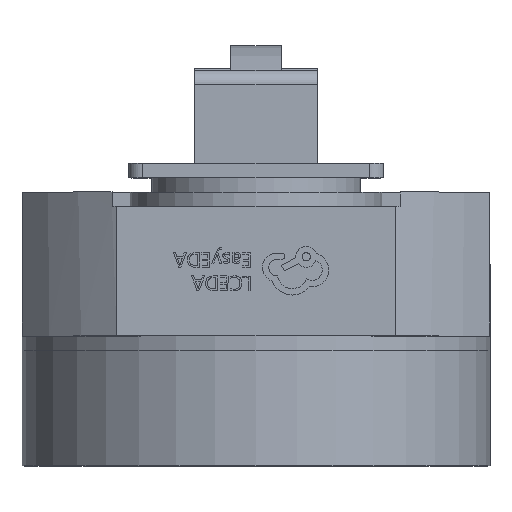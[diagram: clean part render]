
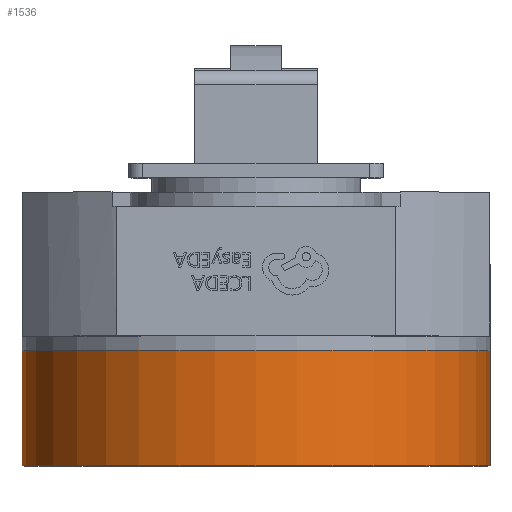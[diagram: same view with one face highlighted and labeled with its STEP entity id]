
A CAD part, top view. The second image highlights one B-rep face of the part: STEP entity #1536.
In plain terms, the highlighted cylindrical face has radius 3.25 mm (diameter 6.5 mm), a partial arc.
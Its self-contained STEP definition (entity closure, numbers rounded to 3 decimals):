
#553 = DIRECTION ( 'NONE',  ( 0., -1., 0. ) ) ;
#1004 = CYLINDRICAL_SURFACE ( 'NONE', #12868, 3.25 ) ;
#1234 = DIRECTION ( 'NONE',  ( 1., 0., 0. ) ) ;
#1536 = ADVANCED_FACE ( 'NONE', ( #7302 ), #1004, .T. ) ;
#1651 = CARTESIAN_POINT ( 'NONE',  ( -3.25, -2.925, 0.25 ) ) ;
#2358 = EDGE_CURVE ( 'NONE', #13784, #4321, #13024, .T. ) ;
#2526 = CARTESIAN_POINT ( 'NONE',  ( -3.25, -15.917, 0.25 ) ) ;
#4321 = VERTEX_POINT ( 'NONE', #12413 ) ;
#5185 = DIRECTION ( 'NONE',  ( 0., -1., 0. ) ) ;
#5328 = EDGE_CURVE ( 'NONE', #13784, #12707, #7518, .T. ) ;
#5844 = ORIENTED_EDGE ( 'NONE', *, *, #2358, .T. ) ;
#6088 = CARTESIAN_POINT ( 'NONE',  ( 0., -15.917, 0.25 ) ) ;
#6881 = EDGE_LOOP ( 'NONE', ( #7150, #5844, #11090, #16696 ) ) ;
#7150 = ORIENTED_EDGE ( 'NONE', *, *, #5328, .F. ) ;
#7302 = FACE_OUTER_BOUND ( 'NONE', #6881, .T. ) ;
#7518 = CIRCLE ( 'NONE', #10491, 3.25 ) ;
#7684 = AXIS2_PLACEMENT_3D ( 'NONE', #8377, #553, #8547 ) ;
#7770 = DIRECTION ( 'NONE',  ( 0., 1., 0. ) ) ;
#8377 = CARTESIAN_POINT ( 'NONE',  ( 0., -1.325, 0.25 ) ) ;
#8544 = CIRCLE ( 'NONE', #7684, 3.25 ) ;
#8547 = DIRECTION ( 'NONE',  ( 1., 0., 0. ) ) ;
#9031 = CARTESIAN_POINT ( 'NONE',  ( 0., -2.925, 0.25 ) ) ;
#9700 = VECTOR ( 'NONE', #11502, 1000. ) ;
#10260 = EDGE_CURVE ( 'NONE', #4321, #10578, #8544, .T. ) ;
#10387 = LINE ( 'NONE', #2526, #14653 ) ;
#10491 = AXIS2_PLACEMENT_3D ( 'NONE', #9031, #5185, #1234 ) ;
#10578 = VERTEX_POINT ( 'NONE', #16658 ) ;
#11090 = ORIENTED_EDGE ( 'NONE', *, *, #10260, .T. ) ;
#11158 = EDGE_CURVE ( 'NONE', #12707, #10578, #10387, .T. ) ;
#11502 = DIRECTION ( 'NONE',  ( 0., 1., 0. ) ) ;
#12413 = CARTESIAN_POINT ( 'NONE',  ( 3.25, -1.325, 0.25 ) ) ;
#12707 = VERTEX_POINT ( 'NONE', #1651 ) ;
#12868 = AXIS2_PLACEMENT_3D ( 'NONE', #6088, #16549, #15260 ) ;
#12872 = CARTESIAN_POINT ( 'NONE',  ( 3.25, -2.925, 0.25 ) ) ;
#13024 = LINE ( 'NONE', #15619, #9700 ) ;
#13784 = VERTEX_POINT ( 'NONE', #12872 ) ;
#14653 = VECTOR ( 'NONE', #7770, 1000. ) ;
#15260 = DIRECTION ( 'NONE',  ( -1., 0., 0. ) ) ;
#15619 = CARTESIAN_POINT ( 'NONE',  ( 3.25, -15.917, 0.25 ) ) ;
#16549 = DIRECTION ( 'NONE',  ( 0., 1., 0. ) ) ;
#16658 = CARTESIAN_POINT ( 'NONE',  ( -3.25, -1.325, 0.25 ) ) ;
#16696 = ORIENTED_EDGE ( 'NONE', *, *, #11158, .F. ) ;
